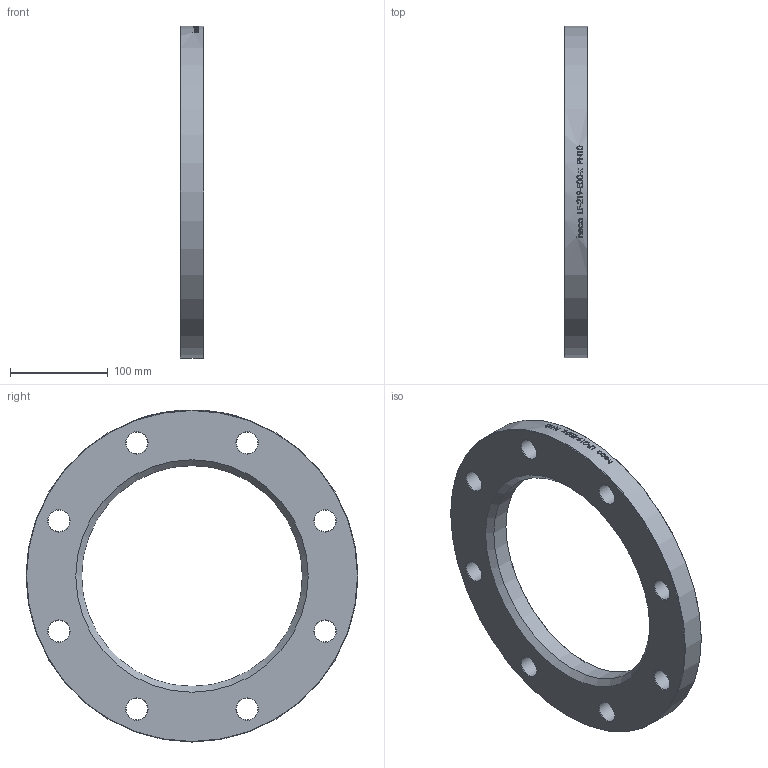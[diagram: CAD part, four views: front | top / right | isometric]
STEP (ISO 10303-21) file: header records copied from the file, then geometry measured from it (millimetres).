
FILE_DESCRIPTION (( 'STEP AP214' ), '1' );
FILE_NAME ('LF-219-E00-x Loser Flansch PN10 2101.STEP', '2021-01-19T10:21:48', ( '' ), ( '' ), 'SwSTEP 2.0', 'SolidWorks 2019', '' );
FILE_SCHEMA (( 'AUTOMOTIVE_DESIGN' ));
Length unit declared in the file: millimetre
Products named in the file (1): LF-219-E00-x Loser Flansch PN10 2101
Bounding box: 24 x 340 x 340 mm (x, y, z)
Volume: 1130095.6 mm3; surface area: 147622 mm2
Topology: 1 solids, 1 shells, 59 faces, 270 edges, 239 vertices
Faces by surface type: cylinder 37, cone 20, plane 2
Full cylindrical faces by diameter (mm): 22 x8, 226 x1, 340 x1
Entity records: 6158 total; most frequent: CARTESIAN_POINT 3867, ORIENTED_EDGE 454, DIRECTION 329, VERTEX_POINT 227, EDGE_CURVE 227, AXIS2_PLACEMENT_3D 146, EDGE_LOOP 134, B_SPLINE_CURVE_WITH_KNOTS 104
